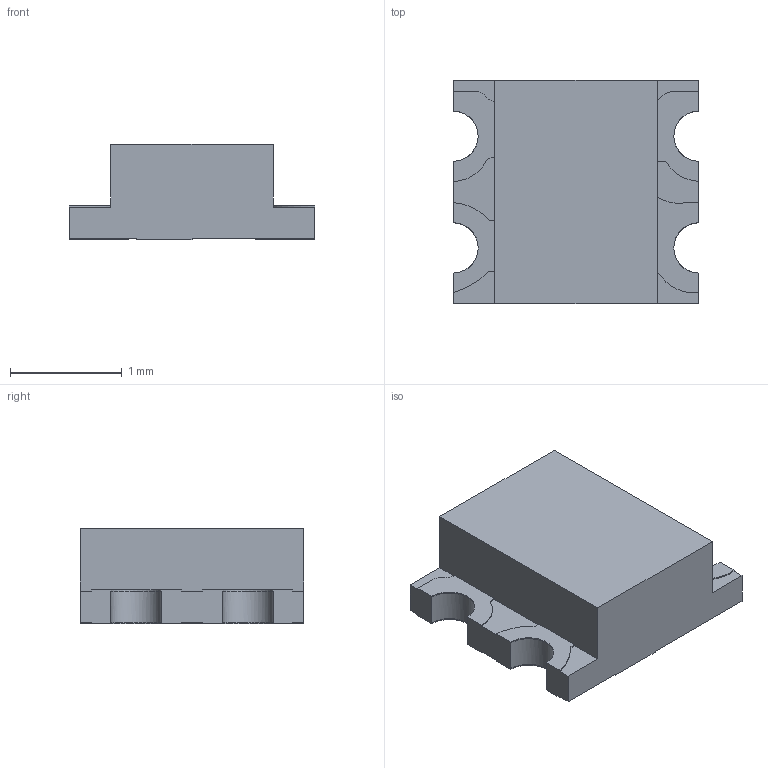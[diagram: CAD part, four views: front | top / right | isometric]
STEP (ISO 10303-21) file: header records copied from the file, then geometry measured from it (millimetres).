
FILE_DESCRIPTION (( 'STEP AP214' ), '1' );
FILE_NAME ('WS2812B-2020.STEP', '2021-12-30T10:49:22', ( '' ), ( '' ), 'SwSTEP 2.0', 'SolidWorks 2018', '' );
FILE_SCHEMA (( 'AUTOMOTIVE_DESIGN' ));
Length unit declared in the file: millimetre
Products named in the file (1): WS2812B-2020
Bounding box: 2.2 x 2 x 0.85 mm (x, y, z)
Volume: 2.8 mm3; surface area: 14.9 mm2
Topology: 1 solids, 1 shells, 76 faces, 220 edges, 146 vertices
Faces by surface type: plane 48, cylinder 28
Entity records: 3400 total; most frequent: CARTESIAN_POINT 521, ORIENTED_EDGE 440, DIRECTION 392, EDGE_CURVE 220, LINE 174, VECTOR 174, VERTEX_POINT 146, AXIS2_PLACEMENT_3D 109
